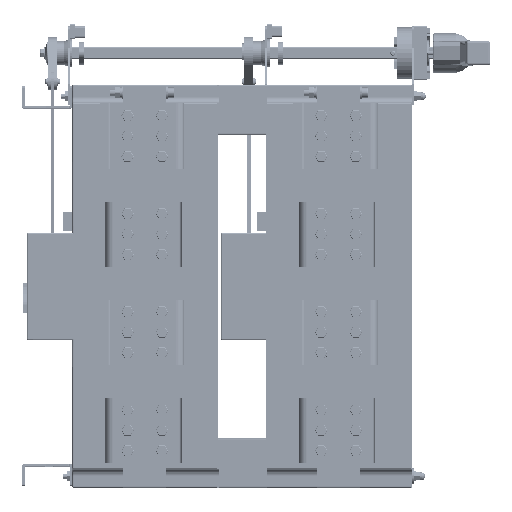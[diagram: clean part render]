
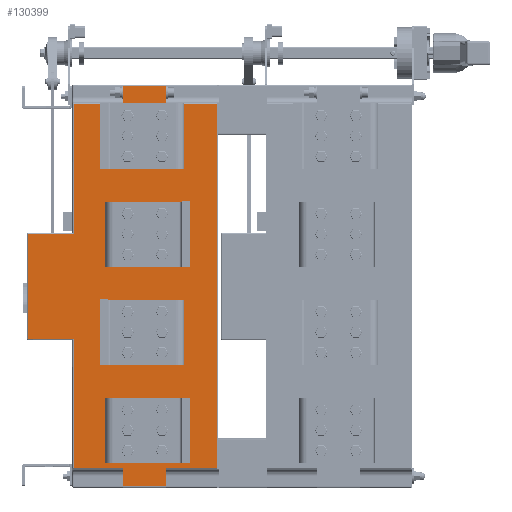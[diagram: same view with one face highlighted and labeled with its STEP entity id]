
A CAD part, top view. The second image highlights one B-rep face of the part: STEP entity #130399.
In plain terms, the highlighted planar face has unit normal (0, 0, 1).
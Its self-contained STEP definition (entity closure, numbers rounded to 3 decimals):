
#651 = EDGE_CURVE ( 'NONE', #99241, #82790, #114536, .T. ) ;
#3255 = EDGE_LOOP ( 'NONE', ( #62815, #45767, #152663, #71315, #110833, #196934, #54544, #136996, #71987, #37604, #44316, #145518, #197445, #65902, #78879, #112304 ) ) ;
#6441 = LINE ( 'NONE', #100419, #53154 ) ;
#7362 = VERTEX_POINT ( 'NONE', #35935 ) ;
#12427 = CARTESIAN_POINT ( 'NONE',  ( -117., 468., 100.4 ) ) ;
#16752 = VECTOR ( 'NONE', #67836, 1000. ) ;
#18491 = LINE ( 'NONE', #115552, #135717 ) ;
#20505 = CARTESIAN_POINT ( 'NONE',  ( -2.5, 468., 100.4 ) ) ;
#21899 = VERTEX_POINT ( 'NONE', #68208 ) ;
#22146 = LINE ( 'NONE', #115101, #153774 ) ;
#24285 = VECTOR ( 'NONE', #109729, 1000. ) ;
#26606 = DIRECTION ( 'NONE',  ( -1., 0., 0. ) ) ;
#29080 = EDGE_CURVE ( 'NONE', #91445, #177930, #122291, .T. ) ;
#29700 = PLANE ( 'NONE',  #133535 ) ;
#34272 = CARTESIAN_POINT ( 'NONE',  ( -233., 181.5, 100.4 ) ) ;
#35935 = CARTESIAN_POINT ( 'NONE',  ( -233., 309.5, 100.4 ) ) ;
#37604 = ORIENTED_EDGE ( 'NONE', *, *, #183670, .T. ) ;
#44316 = ORIENTED_EDGE ( 'NONE', *, *, #153289, .T. ) ;
#45767 = ORIENTED_EDGE ( 'NONE', *, *, #176709, .T. ) ;
#46064 = LINE ( 'NONE', #48116, #24285 ) ;
#47144 = CARTESIAN_POINT ( 'NONE',  ( -2.5, 24., 100.4 ) ) ;
#48116 = CARTESIAN_POINT ( 'NONE',  ( 0., 309.5, 100.4 ) ) ;
#48356 = DIRECTION ( 'NONE',  ( -1., 0., 0. ) ) ;
#52439 = DIRECTION ( 'NONE',  ( 0., -1., 0. ) ) ;
#53154 = VECTOR ( 'NONE', #129694, 1000. ) ;
#54544 = ORIENTED_EDGE ( 'NONE', *, *, #185176, .F. ) ;
#57115 = VERTEX_POINT ( 'NONE', #152656 ) ;
#59135 = EDGE_CURVE ( 'NONE', #91445, #72402, #135016, .T. ) ;
#62815 = ORIENTED_EDGE ( 'NONE', *, *, #136956, .T. ) ;
#62988 = DIRECTION ( 'NONE',  ( 0., -1., 0. ) ) ;
#65902 = ORIENTED_EDGE ( 'NONE', *, *, #69488, .T. ) ;
#67836 = DIRECTION ( 'NONE',  ( 0., -1., 0. ) ) ;
#68208 = CARTESIAN_POINT ( 'NONE',  ( -64., 490.5, 100.4 ) ) ;
#69488 = EDGE_CURVE ( 'NONE', #176814, #181556, #181820, .T. ) ;
#71315 = ORIENTED_EDGE ( 'NONE', *, *, #29080, .T. ) ;
#71987 = ORIENTED_EDGE ( 'NONE', *, *, #141890, .T. ) ;
#72402 = VERTEX_POINT ( 'NONE', #186844 ) ;
#72493 = VECTOR ( 'NONE', #62988, 1000. ) ;
#72599 = CARTESIAN_POINT ( 'NONE',  ( -117., 490.5, 100.4 ) ) ;
#73713 = CARTESIAN_POINT ( 'NONE',  ( -177.5, 492., 100.4 ) ) ;
#74349 = EDGE_CURVE ( 'NONE', #181556, #193182, #136336, .T. ) ;
#75492 = LINE ( 'NONE', #172511, #103997 ) ;
#77736 = CARTESIAN_POINT ( 'NONE',  ( 0., 492., 100.4 ) ) ;
#78879 = ORIENTED_EDGE ( 'NONE', *, *, #74349, .T. ) ;
#79196 = CARTESIAN_POINT ( 'NONE',  ( 0., 1.5, 100.4 ) ) ;
#79795 = VERTEX_POINT ( 'NONE', #144826 ) ;
#80560 = EDGE_CURVE ( 'NONE', #99241, #177930, #22146, .T. ) ;
#82245 = EDGE_CURVE ( 'NONE', #21899, #99451, #145401, .T. ) ;
#82566 = EDGE_CURVE ( 'NONE', #117683, #7362, #46064, .T. ) ;
#82790 = VERTEX_POINT ( 'NONE', #84577 ) ;
#84577 = CARTESIAN_POINT ( 'NONE',  ( -64., 468., 100.4 ) ) ;
#86294 = DIRECTION ( 'NONE',  ( 0., -1., 0. ) ) ;
#89071 = DIRECTION ( 'NONE',  ( -1., 0., 0. ) ) ;
#89393 = VECTOR ( 'NONE', #86294, 1000. ) ;
#91445 = VERTEX_POINT ( 'NONE', #175674 ) ;
#91562 = VECTOR ( 'NONE', #89071, 1000. ) ;
#96196 = LINE ( 'NONE', #159841, #113578 ) ;
#98842 = CARTESIAN_POINT ( 'NONE',  ( 0., 468., 100.4 ) ) ;
#99241 = VERTEX_POINT ( 'NONE', #20505 ) ;
#99451 = VERTEX_POINT ( 'NONE', #72599 ) ;
#99859 = DIRECTION ( 'NONE',  ( 0., -1., 0. ) ) ;
#100419 = CARTESIAN_POINT ( 'NONE',  ( -117., 492., 100.4 ) ) ;
#101799 = VECTOR ( 'NONE', #147467, 1000. ) ;
#103051 = CARTESIAN_POINT ( 'NONE',  ( -177.5, 181.5, 100.4 ) ) ;
#103997 = VECTOR ( 'NONE', #187150, 1000. ) ;
#109729 = DIRECTION ( 'NONE',  ( -1., 0., 0. ) ) ;
#109787 = DIRECTION ( 'NONE',  ( 1., 0., 0. ) ) ;
#110833 = ORIENTED_EDGE ( 'NONE', *, *, #80560, .F. ) ;
#111540 = DIRECTION ( 'NONE',  ( 1., 0., 0. ) ) ;
#112304 = ORIENTED_EDGE ( 'NONE', *, *, #124744, .T. ) ;
#113578 = VECTOR ( 'NONE', #135728, 1000. ) ;
#114536 = LINE ( 'NONE', #98842, #91562 ) ;
#115101 = CARTESIAN_POINT ( 'NONE',  ( -2.5, 492., 100.4 ) ) ;
#115552 = CARTESIAN_POINT ( 'NONE',  ( -117., 0., 100.4 ) ) ;
#117683 = VERTEX_POINT ( 'NONE', #190045 ) ;
#119002 = CARTESIAN_POINT ( 'NONE',  ( -177.5, 24., 100.4 ) ) ;
#122291 = LINE ( 'NONE', #189045, #161846 ) ;
#124744 = EDGE_CURVE ( 'NONE', #193182, #79795, #189099, .T. ) ;
#129694 = DIRECTION ( 'NONE',  ( 0., -1., 0. ) ) ;
#130399 = ADVANCED_FACE ( 'NONE', ( #140363 ), #29700, .F. ) ;
#133535 = AXIS2_PLACEMENT_3D ( 'NONE', #77736, #204987, #26606 ) ;
#135016 = LINE ( 'NONE', #198617, #202965 ) ;
#135717 = VECTOR ( 'NONE', #99859, 1000. ) ;
#135728 = DIRECTION ( 'NONE',  ( -1., 0., 0. ) ) ;
#136336 = LINE ( 'NONE', #73713, #89393 ) ;
#136956 = EDGE_CURVE ( 'NONE', #79795, #166445, #18491, .T. ) ;
#136996 = ORIENTED_EDGE ( 'NONE', *, *, #82245, .T. ) ;
#140363 = FACE_OUTER_BOUND ( 'NONE', #3255, .T. ) ;
#141284 = LINE ( 'NONE', #176676, #72493 ) ;
#141890 = EDGE_CURVE ( 'NONE', #99451, #206479, #6441, .T. ) ;
#144826 = CARTESIAN_POINT ( 'NONE',  ( -117., 24., 100.4 ) ) ;
#145074 = CARTESIAN_POINT ( 'NONE',  ( -233., 180., 100.4 ) ) ;
#145401 = LINE ( 'NONE', #192358, #170857 ) ;
#145518 = ORIENTED_EDGE ( 'NONE', *, *, #82566, .T. ) ;
#147467 = DIRECTION ( 'NONE',  ( 1., 0., 0. ) ) ;
#152656 = CARTESIAN_POINT ( 'NONE',  ( -177.5, 468., 100.4 ) ) ;
#152663 = ORIENTED_EDGE ( 'NONE', *, *, #59135, .F. ) ;
#153289 = EDGE_CURVE ( 'NONE', #57115, #117683, #141284, .T. ) ;
#153368 = CARTESIAN_POINT ( 'NONE',  ( -117., 1.5, 100.4 ) ) ;
#153774 = VECTOR ( 'NONE', #52439, 1000. ) ;
#154649 = LINE ( 'NONE', #79196, #178689 ) ;
#157731 = DIRECTION ( 'NONE',  ( 1., 0., 0. ) ) ;
#158751 = EDGE_CURVE ( 'NONE', #7362, #176814, #162773, .T. ) ;
#159841 = CARTESIAN_POINT ( 'NONE',  ( 0., 468., 100.4 ) ) ;
#161846 = VECTOR ( 'NONE', #157731, 1000. ) ;
#162773 = LINE ( 'NONE', #145074, #16752 ) ;
#163098 = CARTESIAN_POINT ( 'NONE',  ( 0., 181.5, 100.4 ) ) ;
#165295 = DIRECTION ( 'NONE',  ( 0., -1., 0. ) ) ;
#166445 = VERTEX_POINT ( 'NONE', #153368 ) ;
#170857 = VECTOR ( 'NONE', #48356, 1000. ) ;
#172511 = CARTESIAN_POINT ( 'NONE',  ( -64., 492., 100.4 ) ) ;
#175674 = CARTESIAN_POINT ( 'NONE',  ( -64., 24., 100.4 ) ) ;
#175696 = VECTOR ( 'NONE', #109787, 1000. ) ;
#176676 = CARTESIAN_POINT ( 'NONE',  ( -177.5, 492., 100.4 ) ) ;
#176709 = EDGE_CURVE ( 'NONE', #166445, #72402, #154649, .T. ) ;
#176814 = VERTEX_POINT ( 'NONE', #34272 ) ;
#177930 = VERTEX_POINT ( 'NONE', #47144 ) ;
#178689 = VECTOR ( 'NONE', #111540, 1000. ) ;
#181556 = VERTEX_POINT ( 'NONE', #103051 ) ;
#181820 = LINE ( 'NONE', #163098, #101799 ) ;
#183670 = EDGE_CURVE ( 'NONE', #206479, #57115, #96196, .T. ) ;
#185176 = EDGE_CURVE ( 'NONE', #21899, #82790, #75492, .T. ) ;
#186844 = CARTESIAN_POINT ( 'NONE',  ( -64., 1.5, 100.4 ) ) ;
#187150 = DIRECTION ( 'NONE',  ( 0., -1., 0. ) ) ;
#189045 = CARTESIAN_POINT ( 'NONE',  ( 0., 24., 100.4 ) ) ;
#189099 = LINE ( 'NONE', #201602, #175696 ) ;
#190045 = CARTESIAN_POINT ( 'NONE',  ( -177.5, 309.5, 100.4 ) ) ;
#192358 = CARTESIAN_POINT ( 'NONE',  ( -117., 490.5, 100.4 ) ) ;
#193182 = VERTEX_POINT ( 'NONE', #119002 ) ;
#196934 = ORIENTED_EDGE ( 'NONE', *, *, #651, .T. ) ;
#197445 = ORIENTED_EDGE ( 'NONE', *, *, #158751, .T. ) ;
#198617 = CARTESIAN_POINT ( 'NONE',  ( -64., 0., 100.4 ) ) ;
#201602 = CARTESIAN_POINT ( 'NONE',  ( 0., 24., 100.4 ) ) ;
#202965 = VECTOR ( 'NONE', #165295, 1000. ) ;
#204987 = DIRECTION ( 'NONE',  ( 0., 0., -1. ) ) ;
#206479 = VERTEX_POINT ( 'NONE', #12427 ) ;
